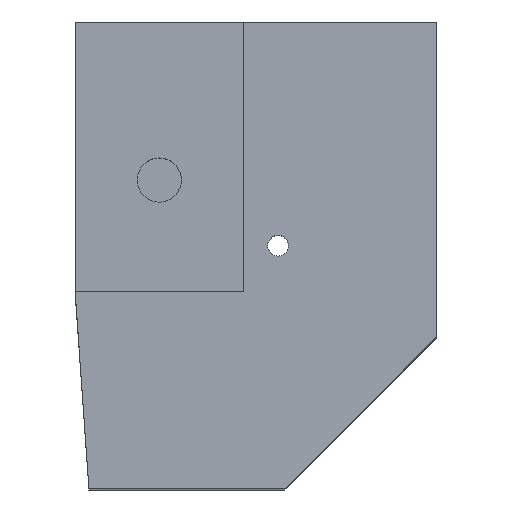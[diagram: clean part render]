
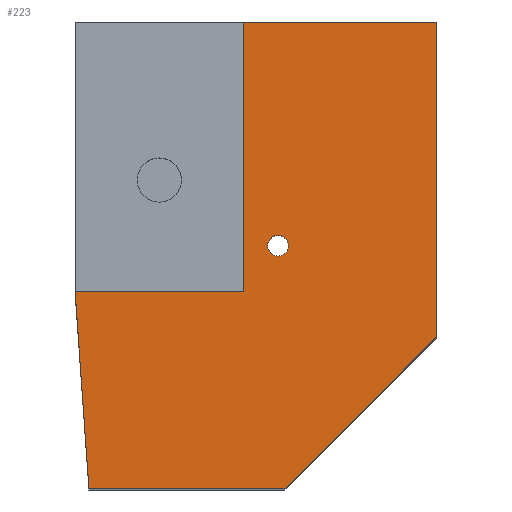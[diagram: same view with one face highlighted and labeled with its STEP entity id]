
A CAD part, top view. The second image highlights one B-rep face of the part: STEP entity #223.
In plain terms, the highlighted planar face has unit normal (0, 0, 1).
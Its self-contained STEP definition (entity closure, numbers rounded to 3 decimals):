
#24 = VERTEX_POINT('',#25);
#25 = CARTESIAN_POINT('',(-11.,0.,47.945));
#40 = VERTEX_POINT('',#41);
#41 = CARTESIAN_POINT('',(0.,11.,47.945));
#47 = EDGE_CURVE('',#24,#40,#48,.T.);
#48 = LINE('',#49,#50);
#49 = CARTESIAN_POINT('',(-11.,0.,47.945));
#50 = VECTOR('',#51,1.);
#51 = DIRECTION('',(0.707,0.707,0.));
#70 = EDGE_CURVE('',#24,#71,#73,.T.);
#71 = VERTEX_POINT('',#72);
#72 = CARTESIAN_POINT('',(-25.2,0.,47.945));
#73 = LINE('',#74,#75);
#74 = CARTESIAN_POINT('',(-23.84,0.,47.945));
#75 = VECTOR('',#76,1.);
#76 = DIRECTION('',(-1.,-0.,-0.));
#184 = VERTEX_POINT('',#185);
#185 = CARTESIAN_POINT('',(0.,33.8,47.945));
#191 = EDGE_CURVE('',#40,#184,#192,.T.);
#192 = LINE('',#193,#194);
#193 = CARTESIAN_POINT('',(0.,11.,47.945));
#194 = VECTOR('',#195,1.);
#195 = DIRECTION('',(0.,1.,0.));
#223 = ADVANCED_FACE('',(#224,#259),#270,.T.);
#224 = FACE_BOUND('',#225,.T.);
#225 = EDGE_LOOP('',(#226,#227,#228,#229,#237,#245,#253));
#226 = ORIENTED_EDGE('',*,*,#70,.F.);
#227 = ORIENTED_EDGE('',*,*,#47,.T.);
#228 = ORIENTED_EDGE('',*,*,#191,.T.);
#229 = ORIENTED_EDGE('',*,*,#230,.T.);
#230 = EDGE_CURVE('',#184,#231,#233,.T.);
#231 = VERTEX_POINT('',#232);
#232 = CARTESIAN_POINT('',(-14.01,33.8,47.945));
#233 = LINE('',#234,#235);
#234 = CARTESIAN_POINT('',(-13.79,33.8,47.945));
#235 = VECTOR('',#236,1.);
#236 = DIRECTION('',(-1.,0.,0.));
#237 = ORIENTED_EDGE('',*,*,#238,.T.);
#238 = EDGE_CURVE('',#231,#239,#241,.T.);
#239 = VERTEX_POINT('',#240);
#240 = CARTESIAN_POINT('',(-14.01,14.265,47.945));
#241 = LINE('',#242,#243);
#242 = CARTESIAN_POINT('',(-14.01,25.942,47.945));
#243 = VECTOR('',#244,1.);
#244 = DIRECTION('',(0.,-1.,0.));
#245 = ORIENTED_EDGE('',*,*,#246,.T.);
#246 = EDGE_CURVE('',#239,#247,#249,.T.);
#247 = VERTEX_POINT('',#248);
#248 = CARTESIAN_POINT('',(-26.2,14.265,47.945));
#249 = LINE('',#250,#251);
#250 = CARTESIAN_POINT('',(-13.873,14.265,47.945));
#251 = VECTOR('',#252,1.);
#252 = DIRECTION('',(-1.,0.,0.));
#253 = ORIENTED_EDGE('',*,*,#254,.T.);
#254 = EDGE_CURVE('',#247,#71,#255,.T.);
#255 = LINE('',#256,#257);
#256 = CARTESIAN_POINT('',(-26.2,14.265,47.945));
#257 = VECTOR('',#258,1.);
#258 = DIRECTION('',(0.07,-0.998,0.));
#259 = FACE_BOUND('',#260,.T.);
#260 = EDGE_LOOP('',(#261));
#261 = ORIENTED_EDGE('',*,*,#262,.T.);
#262 = EDGE_CURVE('',#263,#263,#265,.T.);
#263 = VERTEX_POINT('',#264);
#264 = CARTESIAN_POINT('',(-10.75,17.6,47.945));
#265 = CIRCLE('',#266,0.75);
#266 = AXIS2_PLACEMENT_3D('',#267,#268,#269);
#267 = CARTESIAN_POINT('',(-11.5,17.6,47.945));
#268 = DIRECTION('',(0.,0.,-1.));
#269 = DIRECTION('',(1.,0.,0.));
#270 = PLANE('',#271);
#271 = AXIS2_PLACEMENT_3D('',#272,#273,#274);
#272 = CARTESIAN_POINT('',(-11.967,15.983,47.945));
#273 = DIRECTION('',(0.,0.,1.));
#274 = DIRECTION('',(1.,0.,0.));
